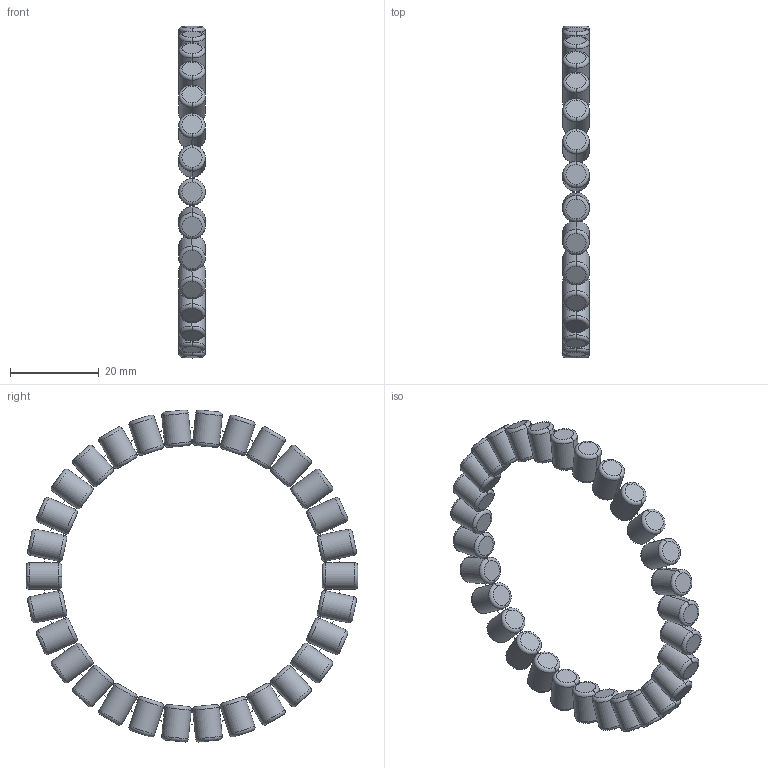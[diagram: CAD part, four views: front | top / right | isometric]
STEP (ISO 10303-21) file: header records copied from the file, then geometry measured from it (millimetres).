
FILE_DESCRIPTION (( 'STEP AP214' ), '1' );
FILE_NAME ('Roller.STEP', '2025-09-25T17:04:55', ( 'Windows User' ), ( '' ), 'SwSTEP 2.0', 'SolidWorks 2023', '' );
FILE_SCHEMA (( 'AUTOMOTIVE_DESIGN' ));
Length unit declared in the file: millimetre
Products named in the file (1): Roller
Bounding box: 6 x 74.6 x 74.67 mm (x, y, z)
Volume: 6656.9 mm3; surface area: 5842.9 mm2
Topology: 1 solids, 1 shells, 300 faces, 664 edges, 364 vertices
Faces by surface type: torus 180, cylinder 60, plane 60
Entity records: 11780 total; most frequent: CARTESIAN_POINT 5118, DIRECTION 1570, ORIENTED_EDGE 1328, AXIS2_PLACEMENT_3D 725, EDGE_CURVE 664, CIRCLE 424, VERTEX_POINT 364, FACE_OUTER_BOUND 300
